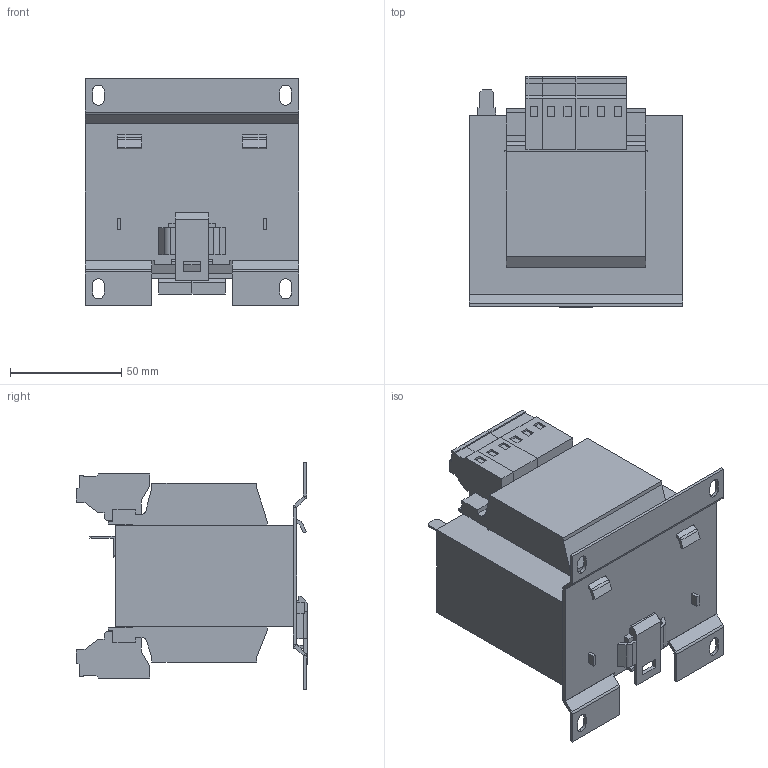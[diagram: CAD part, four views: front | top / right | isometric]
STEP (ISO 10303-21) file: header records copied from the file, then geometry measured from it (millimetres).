
FILE_DESCRIPTION (( 'STEP AP214' ), '1' );
FILE_NAME ('267452.STEP', '2020-07-17T07:21:15', ( '' ), ( '' ), 'SwSTEP 2.0', 'SolidWorks 2018', '' );
FILE_SCHEMA (( 'AUTOMOTIVE_DESIGN' ));
Length unit declared in the file: millimetre
Products named in the file (1): 267452
Bounding box: 96 x 104 x 102 mm (x, y, z)
Volume: 525074.8 mm3; surface area: 65032.6 mm2
Topology: 1 solids, 1 shells, 400 faces, 1014 edges, 642 vertices
Faces by surface type: plane 344, cylinder 56
Entity records: 11818 total; most frequent: CARTESIAN_POINT 2057, ORIENTED_EDGE 2028, DIRECTION 1930, EDGE_CURVE 1014, LINE 900, VECTOR 900, VERTEX_POINT 642, AXIS2_PLACEMENT_3D 515
